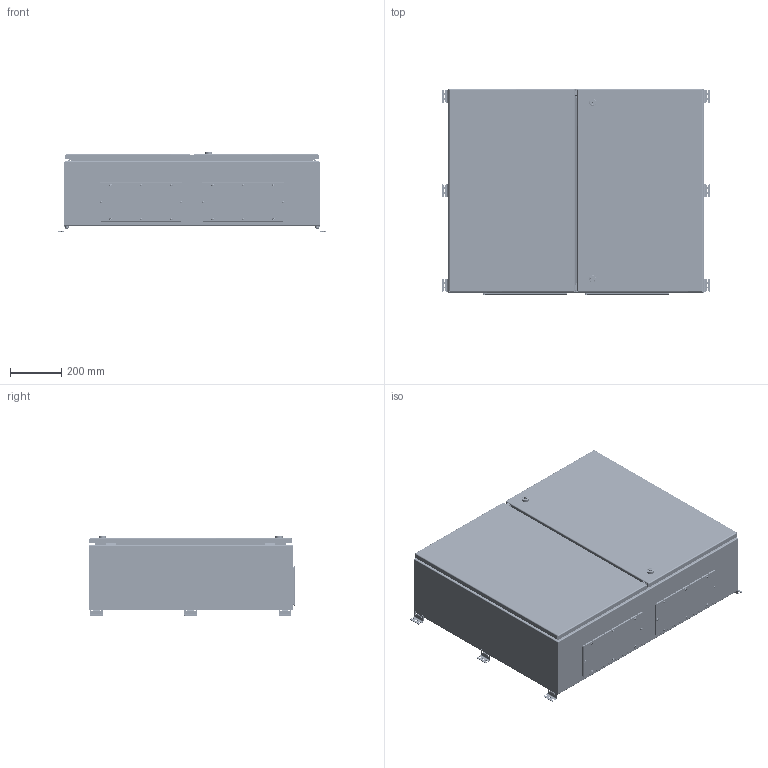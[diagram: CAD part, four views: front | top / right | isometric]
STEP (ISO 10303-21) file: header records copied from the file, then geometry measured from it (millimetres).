
FILE_DESCRIPTION (( 'STEP AP214' ), '1' );
FILE_NAME ('21.100.080.28.STEP', '2024-07-25T06:29:43', ( '' ), ( '' ), 'SwSTEP 2.0', 'SolidWorks 2021', '' );
FILE_SCHEMA (( 'AUTOMOTIVE_DESIGN' ));
Length unit declared in the file: millimetre
Products named in the file (40): 21.100.080.28; Âèíò Ì4õ10 ìåáåëüíûé; Äâåðíîå ïîëîòíî ïðàâîå W1000H800; 螺母_1; Âèíò DIN 967 Ì5õ16 ñ ïîëóêðóãëîé ãîëîâêîé ñ êðåñòîîáðàçíûì øëèöåì; Øïèëüêà ïðèâàðíàÿ Ì8õ25; Ðåçèíêà øàðíèðà; 昑 W1000H800; Øïèëüêà ïðèâàðíàÿ Ì6õ16; Ãàñêåòèíã äâåðè W1000H800; ﾇ瑟鶴 MS-705-3D; 剒蜲錪_30403583_MESAN; Äâåðü ïðàâàÿ W1000H800; Äâåðíîå ïîëîòíî ëåâîå W1000H800; 扻豵鵨 W1000H800D280; Äâåðü ëåâàÿ W1000H800; 署赅 W330D150; 嵑謺麃 瀁蠉澼鍣2 094; Çàêëåïêà ðåçüáîâàÿ Ì5 øåñòèãðàííàÿ ñ óìåíüøåííûì áîðòîì; 嵑謺麃; 昢膼碴鍣 膰豵鵨 W1000H800D280; Ïðîêëàäêà êðûøêè ÄÌ W330D150; 主體_1; 小頭螺絲_1; Âòóëêà øàðíèðà; Çàêëåïêà ðåçüáîâàÿ Ì8 øåñòèãðàííàÿ ñ óìåíüøåííûì áîðòîì; Ïðîôèëü äâåðíîé H800; 墊片_1; Ãàéêà M8 DIN6923.step; 妈眚 DIN 912-󋔊0-Zn; 嵑謺麃 瀁蠉澼鍣 094; 栺樇罻 H800D280; 鐵墊圈_1; Ïåòëÿ ùèòîâàÿ ïðèâàðíàÿ; 471.100 Íàñòåííîå êðåïëåíèå; Áîëò Ì6õ10 ñ øåñòèãðàííîé ãîëîâêîé ñ ïðåññøàéáîé; 逄闉; Ãàéêà DIN934- Ì4-Zn; 鎖芯_1; Ãàñêåòèíã ëåâîé äâåðè W1000H800
Assembly tree (131 placements, depth 4):
  21.100.080.28
    昢膼碴鍣 膰豵鵨 W1000H800D280
      扻豵鵨 W1000H800D280
      栺樇罻 H800D280  x2
      Çàêëåïêà ðåçüáîâàÿ Ì5 øåñòèãðàííàÿ ñ óìåíüøåííûì áîðòîì  x16
      Çàêëåïêà ðåçüáîâàÿ Ì8 øåñòèãðàííàÿ ñ óìåíüøåííûì áîðòîì  x6
      Øïèëüêà ïðèâàðíàÿ Ì8õ25  x6
      Øïèëüêà ïðèâàðíàÿ Ì6õ16  x4
    Äâåðü ëåâàÿ W1000H800
      Äâåðíîå ïîëîòíî ëåâîå W1000H800
      Ãàñêåòèíã ëåâîé äâåðè W1000H800
      Ïðîôèëü äâåðíîé H800  x2
      Øïèëüêà ïðèâàðíàÿ Ì6õ16  x2
      Ïåòëÿ ùèòîâàÿ ïðèâàðíàÿ  x2
    Äâåðü ïðàâàÿ W1000H800
      Äâåðíîå ïîëîòíî ïðàâîå W1000H800
      Ãàñêåòèíã äâåðè W1000H800
      Ïðîôèëü äâåðíîé H800  x2
      Øïèëüêà ïðèâàðíàÿ Ì6õ16  x2
      Ïåòëÿ ùèòîâàÿ ïðèâàðíàÿ  x2
      ﾇ瑟鶴 MS-705-3D  x2
        主體_1
        鎖芯_1
        墊片_1
        螺母_1
        鐵墊圈_1
        小頭螺絲_1
        剒蜲錪_30403583_MESAN
    昑 W1000H800
    署赅 W330D150  x2
    Ïðîêëàäêà êðûøêè ÄÌ W330D150  x2
    嵑謺麃 瀁蠉澼鍣2 094  x2
      嵑謺麃
      Âòóëêà øàðíèðà
      Ðåçèíêà øàðíèðà
    嵑謺麃 瀁蠉澼鍣 094  x2
      嵑謺麃
      Âòóëêà øàðíèðà
      Ðåçèíêà øàðíèðà
    471.100 Íàñòåííîå êðåïëåíèå  x6
    逄闉  x2
    妈眚 DIN 912-󋔊0-Zn  x6
    Âèíò DIN 967 Ì5õ16 ñ ïîëóêðóãëîé ãîëîâêîé ñ êðåñòîîáðàçíûì øëèöåì  x16
    Âèíò Ì4õ10 ìåáåëüíûé  x4
    Ãàéêà DIN934- Ì4-Zn  x4
    Áîëò Ì6õ10 ñ øåñòèãðàííîé ãîëîâêîé ñ ïðåññøàéáîé  x8
    Ãàéêà M8 DIN6923.step  x6
Bounding box: 1052 x 810.45 x 311 mm (x, y, z)
Volume: 6882747.8 mm3; surface area: 7802098.1 mm2
Topology: 136 solids, 136 shells, 6524 faces, 16583 edges, 10417 vertices
Faces by surface type: cylinder 2619, plane 2579, bspline 530, cone 486, torus 258, sphere 52
Entity records: 83941 total; most frequent: CARTESIAN_POINT 31348, ORIENTED_EDGE 10024, DIRECTION 8706, EDGE_CURVE 5012, VERTEX_POINT 3157, AXIS2_PLACEMENT_3D 3032, LINE 2642, VECTOR 2642
